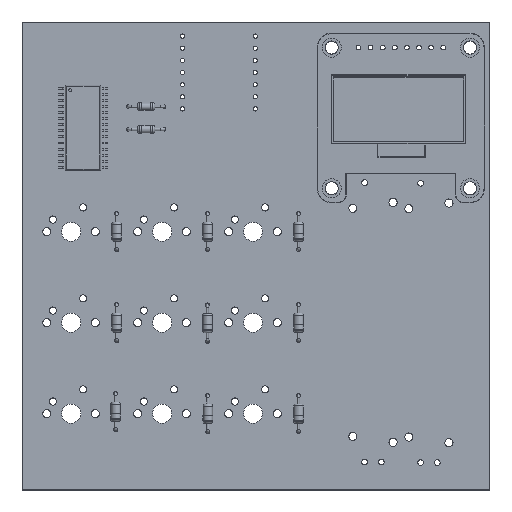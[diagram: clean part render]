
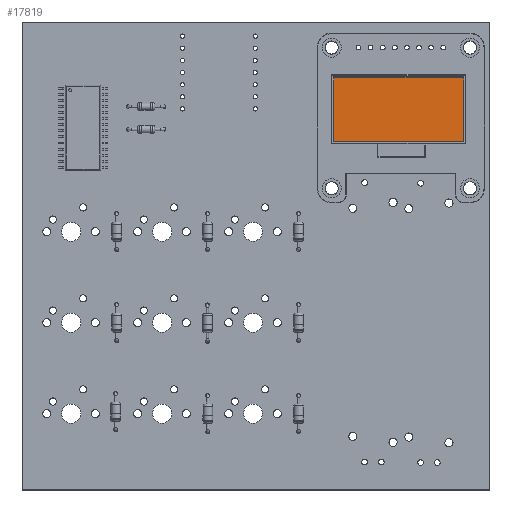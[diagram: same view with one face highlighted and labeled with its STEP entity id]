
A CAD part, top view. The second image highlights one B-rep face of the part: STEP entity #17819.
In plain terms, the highlighted planar face has unit normal (0, 0, 1).
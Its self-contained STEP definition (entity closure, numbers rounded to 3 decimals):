
#17728 = VERTEX_POINT('',#17729);
#17729 = CARTESIAN_POINT('',(21.98,-19.68,2.9));
#17735 = EDGE_CURVE('',#17728,#17736,#17738,.T.);
#17736 = VERTEX_POINT('',#17737);
#17737 = CARTESIAN_POINT('',(21.98,-6.2,2.9));
#17738 = LINE('',#17739,#17740);
#17739 = CARTESIAN_POINT('',(21.98,-19.68,2.9));
#17740 = VECTOR('',#17741,1.);
#17741 = DIRECTION('',(0.,1.,0.));
#17759 = EDGE_CURVE('',#17760,#17728,#17762,.T.);
#17760 = VERTEX_POINT('',#17761);
#17761 = CARTESIAN_POINT('',(-5.2,-19.68,2.9));
#17762 = LINE('',#17763,#17764);
#17763 = CARTESIAN_POINT('',(-5.2,-19.68,2.9));
#17764 = VECTOR('',#17765,1.);
#17765 = DIRECTION('',(1.,0.,0.));
#17783 = EDGE_CURVE('',#17784,#17736,#17786,.T.);
#17784 = VERTEX_POINT('',#17785);
#17785 = CARTESIAN_POINT('',(-5.2,-6.2,2.9));
#17786 = LINE('',#17787,#17788);
#17787 = CARTESIAN_POINT('',(-5.2,-6.2,2.9));
#17788 = VECTOR('',#17789,1.);
#17789 = DIRECTION('',(1.,0.,0.));
#17807 = EDGE_CURVE('',#17760,#17784,#17808,.T.);
#17808 = LINE('',#17809,#17810);
#17809 = CARTESIAN_POINT('',(-5.2,-19.68,2.9));
#17810 = VECTOR('',#17811,1.);
#17811 = DIRECTION('',(0.,1.,0.));
#17819 = ADVANCED_FACE('',(#17820),#17826,.T.);
#17820 = FACE_BOUND('',#17821,.T.);
#17821 = EDGE_LOOP('',(#17822,#17823,#17824,#17825));
#17822 = ORIENTED_EDGE('',*,*,#17807,.F.);
#17823 = ORIENTED_EDGE('',*,*,#17759,.T.);
#17824 = ORIENTED_EDGE('',*,*,#17735,.T.);
#17825 = ORIENTED_EDGE('',*,*,#17783,.F.);
#17826 = PLANE('',#17827);
#17827 = AXIS2_PLACEMENT_3D('',#17828,#17829,#17830);
#17828 = CARTESIAN_POINT('',(-5.2,-19.68,2.9));
#17829 = DIRECTION('',(0.,0.,1.));
#17830 = DIRECTION('',(1.,0.,-0.));
